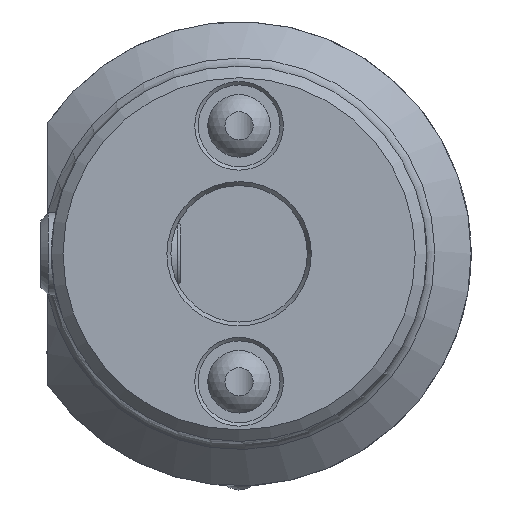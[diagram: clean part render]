
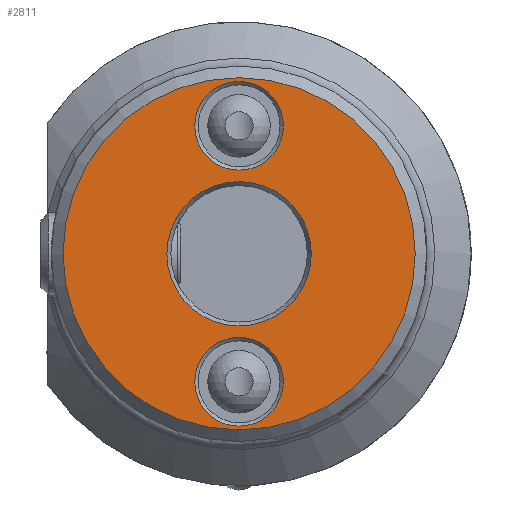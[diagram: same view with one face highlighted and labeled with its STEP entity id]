
A CAD part, left-side view. The second image highlights one B-rep face of the part: STEP entity #2811.
In plain terms, the highlighted planar face has unit normal (-1, 0, 0).
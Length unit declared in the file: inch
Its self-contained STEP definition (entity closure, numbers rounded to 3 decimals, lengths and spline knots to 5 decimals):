
#113=PLANE('',#3053);
#194=FACE_BOUND('',#835,.T.);
#195=FACE_BOUND('',#836,.T.);
#196=FACE_BOUND('',#837,.T.);
#677=FACE_OUTER_BOUND('',#834,.T.);
#834=EDGE_LOOP('',(#2095));
#835=EDGE_LOOP('',(#2096));
#836=EDGE_LOOP('',(#2097));
#837=EDGE_LOOP('',(#2098));
#995=CIRCLE('',#3050,0.25591);
#998=CIRCLE('',#3054,1.01575);
#999=CIRCLE('',#3055,0.25591);
#1000=CIRCLE('',#3056,0.41643);
#1198=VERTEX_POINT('',#5033);
#1201=VERTEX_POINT('',#5041);
#1202=VERTEX_POINT('',#5043);
#1203=VERTEX_POINT('',#5045);
#1537=EDGE_CURVE('',#1198,#1198,#995,.T.);
#1541=EDGE_CURVE('',#1201,#1201,#998,.T.);
#1542=EDGE_CURVE('',#1202,#1202,#999,.T.);
#1543=EDGE_CURVE('',#1203,#1203,#1000,.T.);
#2095=ORIENTED_EDGE('',*,*,#1541,.F.);
#2096=ORIENTED_EDGE('',*,*,#1542,.F.);
#2097=ORIENTED_EDGE('',*,*,#1543,.F.);
#2098=ORIENTED_EDGE('',*,*,#1537,.F.);
#2811=ADVANCED_FACE('',(#677,#194,#195,#196),#113,.T.);
#3050=AXIS2_PLACEMENT_3D('',#5034,#3567,#3568);
#3053=AXIS2_PLACEMENT_3D('',#5040,#3574,#3575);
#3054=AXIS2_PLACEMENT_3D('',#5042,#3576,#3577);
#3055=AXIS2_PLACEMENT_3D('',#5044,#3578,#3579);
#3056=AXIS2_PLACEMENT_3D('',#5046,#3580,#3581);
#3567=DIRECTION('center_axis',(-1.,0.,0.));
#3568=DIRECTION('ref_axis',(0.,1.,0.));
#3574=DIRECTION('center_axis',(-1.,0.,0.));
#3575=DIRECTION('ref_axis',(0.,0.,1.));
#3576=DIRECTION('center_axis',(1.,0.,0.));
#3577=DIRECTION('ref_axis',(0.,-1.,0.));
#3578=DIRECTION('center_axis',(-1.,0.,0.));
#3579=DIRECTION('ref_axis',(0.,1.,0.));
#3580=DIRECTION('center_axis',(-1.,0.,0.));
#3581=DIRECTION('ref_axis',(0.,1.,0.));
#5033=CARTESIAN_POINT('',(-2.3622,-0.25591,0.73819));
#5034=CARTESIAN_POINT('Origin',(-2.3622,0.,0.73819));
#5040=CARTESIAN_POINT('Origin',(-2.3622,0.54134,0.));
#5041=CARTESIAN_POINT('',(-2.3622,1.01575,0.));
#5042=CARTESIAN_POINT('Origin',(-2.3622,0.,0.));
#5043=CARTESIAN_POINT('',(-2.3622,-0.25591,-0.73819));
#5044=CARTESIAN_POINT('Origin',(-2.3622,0.,-0.73819));
#5045=CARTESIAN_POINT('',(-2.3622,-0.41643,0.));
#5046=CARTESIAN_POINT('Origin',(-2.3622,0.,0.));
